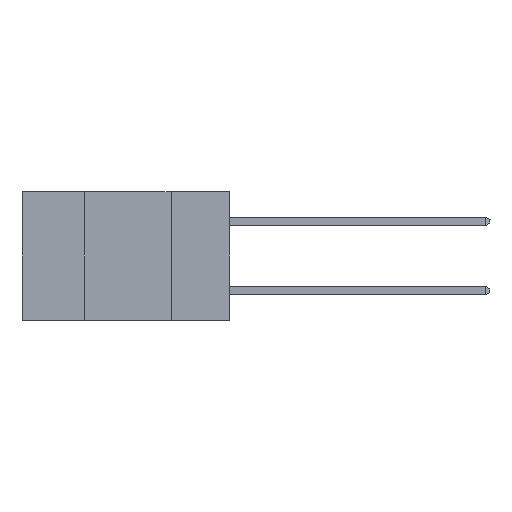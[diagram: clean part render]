
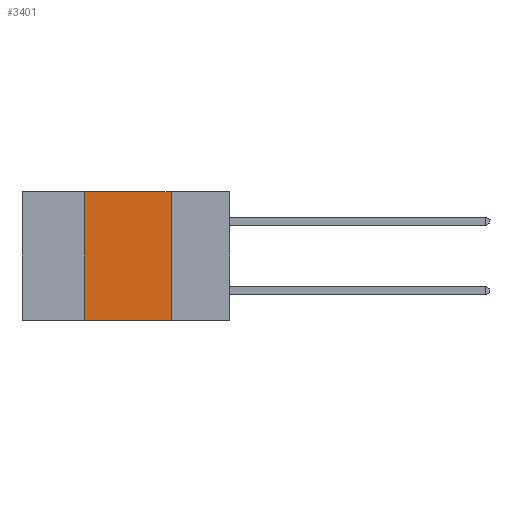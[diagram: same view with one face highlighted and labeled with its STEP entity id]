
A CAD part, left-side view. The second image highlights one B-rep face of the part: STEP entity #3401.
In plain terms, the highlighted planar face has unit normal (-1, 0, 0).
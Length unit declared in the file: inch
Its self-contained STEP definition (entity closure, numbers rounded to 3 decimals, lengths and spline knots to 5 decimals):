
#214 = EDGE_LOOP ( 'NONE', ( #3782, #10658, #8129, #777 ) ) ;
#443 = VERTEX_POINT ( 'NONE', #8286 ) ;
#777 = ORIENTED_EDGE ( 'NONE', *, *, #5713, .T. ) ;
#848 = DIRECTION ( 'NONE',  ( 1., 0., 0. ) ) ;
#1253 = EDGE_CURVE ( 'NONE', #443, #8812, #7145, .T. ) ;
#1551 = VECTOR ( 'NONE', #8841, 39.37008 ) ;
#1760 = LINE ( 'NONE', #6602, #11505 ) ;
#3206 = VERTEX_POINT ( 'NONE', #4461 ) ;
#3401 = ADVANCED_FACE ( 'NONE', ( #5811 ), #4962, .F. ) ;
#3782 = ORIENTED_EDGE ( 'NONE', *, *, #1253, .F. ) ;
#3803 = DIRECTION ( 'NONE',  ( 0., -1., 0. ) ) ;
#4461 = CARTESIAN_POINT ( 'NONE',  ( 0., 0.42, -0.37 ) ) ;
#4790 = EDGE_CURVE ( 'NONE', #5398, #443, #8740, .T. ) ;
#4962 = PLANE ( 'NONE',  #11490 ) ;
#5010 = CARTESIAN_POINT ( 'NONE',  ( 0., 0.17, -0.37 ) ) ;
#5398 = VERTEX_POINT ( 'NONE', #8709 ) ;
#5713 = EDGE_CURVE ( 'NONE', #3206, #8812, #1760, .T. ) ;
#5811 = FACE_OUTER_BOUND ( 'NONE', #214, .T. ) ;
#6473 = DIRECTION ( 'NONE',  ( 0., -1., 0. ) ) ;
#6602 = CARTESIAN_POINT ( 'NONE',  ( 0., 0.6, -0.37 ) ) ;
#6873 = DIRECTION ( 'NONE',  ( 0., 0., 1. ) ) ;
#7145 = LINE ( 'NONE', #5010, #1551 ) ;
#8129 = ORIENTED_EDGE ( 'NONE', *, *, #11287, .F. ) ;
#8286 = CARTESIAN_POINT ( 'NONE',  ( 0., 0.17, 0. ) ) ;
#8292 = VECTOR ( 'NONE', #6873, 39.37008 ) ;
#8709 = CARTESIAN_POINT ( 'NONE',  ( 0., 0.42, 0. ) ) ;
#8737 = DIRECTION ( 'NONE',  ( 0., 0., -1. ) ) ;
#8740 = LINE ( 'NONE', #12700, #9029 ) ;
#8812 = VERTEX_POINT ( 'NONE', #8825 ) ;
#8825 = CARTESIAN_POINT ( 'NONE',  ( 0., 0.17, -0.37 ) ) ;
#8841 = DIRECTION ( 'NONE',  ( 0., 0., -1. ) ) ;
#9029 = VECTOR ( 'NONE', #3803, 39.37008 ) ;
#9801 = CARTESIAN_POINT ( 'NONE',  ( 0., 0.42, -0.37 ) ) ;
#10612 = CARTESIAN_POINT ( 'NONE',  ( 0., 0.6, 0. ) ) ;
#10658 = ORIENTED_EDGE ( 'NONE', *, *, #4790, .F. ) ;
#11287 = EDGE_CURVE ( 'NONE', #3206, #5398, #11799, .T. ) ;
#11490 = AXIS2_PLACEMENT_3D ( 'NONE', #10612, #848, #8737 ) ;
#11505 = VECTOR ( 'NONE', #6473, 39.37008 ) ;
#11799 = LINE ( 'NONE', #9801, #8292 ) ;
#12700 = CARTESIAN_POINT ( 'NONE',  ( 0., 0.6, 0. ) ) ;
